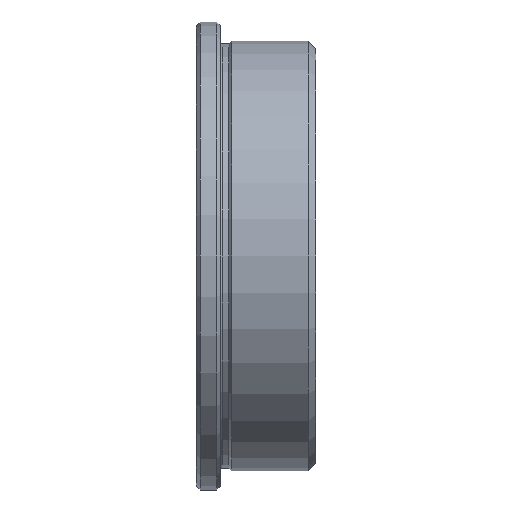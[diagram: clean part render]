
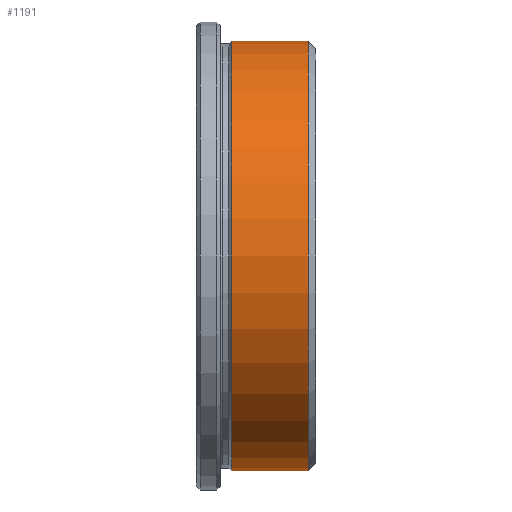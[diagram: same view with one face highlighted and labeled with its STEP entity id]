
A CAD part, left-side view. The second image highlights one B-rep face of the part: STEP entity #1191.
In plain terms, the highlighted cylindrical face has radius 14.287 mm (diameter 28.575 mm), a partial arc.
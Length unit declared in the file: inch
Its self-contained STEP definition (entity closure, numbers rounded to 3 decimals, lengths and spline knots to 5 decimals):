
#29 = DIRECTION ( 'NONE',  ( 0., 0., 1. ) ) ;
#38 = VECTOR ( 'NONE', #392, 39.37008 ) ;
#75 = ORIENTED_EDGE ( 'NONE', *, *, #849, .F. ) ;
#245 = DIRECTION ( 'NONE',  ( 0., 1., 0. ) ) ;
#283 = CARTESIAN_POINT ( 'NONE',  ( 0., -0.0925, -0.5625 ) ) ;
#288 = CARTESIAN_POINT ( 'NONE',  ( 0., 0., -0.5625 ) ) ;
#345 = VERTEX_POINT ( 'NONE', #1274 ) ;
#385 = EDGE_CURVE ( 'NONE', #927, #1441, #712, .T. ) ;
#392 = DIRECTION ( 'NONE',  ( 0., 1., 0. ) ) ;
#422 = CIRCLE ( 'NONE', #1404, 0.5625 ) ;
#500 = FACE_OUTER_BOUND ( 'NONE', #1377, .T. ) ;
#515 = ORIENTED_EDGE ( 'NONE', *, *, #385, .F. ) ;
#520 = EDGE_CURVE ( 'NONE', #927, #345, #1086, .T. ) ;
#542 = AXIS2_PLACEMENT_3D ( 'NONE', #1039, #245, #1321 ) ;
#670 = CARTESIAN_POINT ( 'NONE',  ( 0., 0., 0.5625 ) ) ;
#712 = LINE ( 'NONE', #288, #831 ) ;
#768 = CARTESIAN_POINT ( 'NONE',  ( 0., -0.2925, -0.5625 ) ) ;
#831 = VECTOR ( 'NONE', #851, 39.37008 ) ;
#849 = EDGE_CURVE ( 'NONE', #1441, #907, #422, .T. ) ;
#851 = DIRECTION ( 'NONE',  ( 0., 1., 0. ) ) ;
#907 = VERTEX_POINT ( 'NONE', #1606 ) ;
#927 = VERTEX_POINT ( 'NONE', #768 ) ;
#1015 = DIRECTION ( 'NONE',  ( 0., 1., 0. ) ) ;
#1035 = DIRECTION ( 'NONE',  ( 0., 1., 0. ) ) ;
#1039 = CARTESIAN_POINT ( 'NONE',  ( 0., 0., 0. ) ) ;
#1058 = ORIENTED_EDGE ( 'NONE', *, *, #1339, .T. ) ;
#1086 = CIRCLE ( 'NONE', #1461, 0.5625 ) ;
#1111 = LINE ( 'NONE', #670, #38 ) ;
#1191 = ADVANCED_FACE ( 'NONE', ( #500 ), #1489, .T. ) ;
#1274 = CARTESIAN_POINT ( 'NONE',  ( 0., -0.2925, 0.5625 ) ) ;
#1287 = CARTESIAN_POINT ( 'NONE',  ( 0., -0.0925, 0. ) ) ;
#1321 = DIRECTION ( 'NONE',  ( 0., 0., 1. ) ) ;
#1339 = EDGE_CURVE ( 'NONE', #345, #907, #1111, .T. ) ;
#1377 = EDGE_LOOP ( 'NONE', ( #515, #1465, #1058, #75 ) ) ;
#1404 = AXIS2_PLACEMENT_3D ( 'NONE', #1287, #1015, #1708 ) ;
#1441 = VERTEX_POINT ( 'NONE', #283 ) ;
#1461 = AXIS2_PLACEMENT_3D ( 'NONE', #1585, #1035, #29 ) ;
#1465 = ORIENTED_EDGE ( 'NONE', *, *, #520, .T. ) ;
#1489 = CYLINDRICAL_SURFACE ( 'NONE', #542, 0.5625 ) ;
#1585 = CARTESIAN_POINT ( 'NONE',  ( 0., -0.2925, 0. ) ) ;
#1606 = CARTESIAN_POINT ( 'NONE',  ( 0., -0.0925, 0.5625 ) ) ;
#1708 = DIRECTION ( 'NONE',  ( 0., 0., 1. ) ) ;
